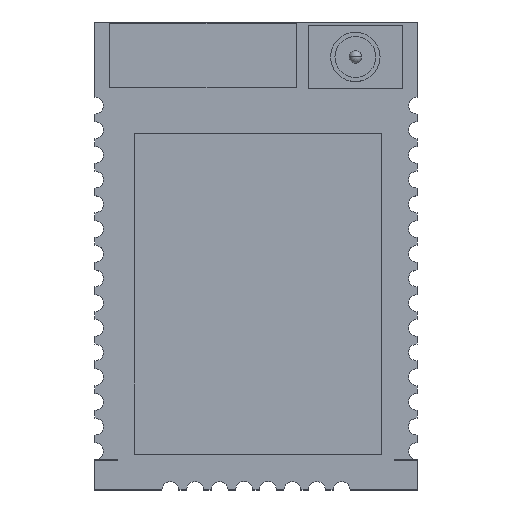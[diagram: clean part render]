
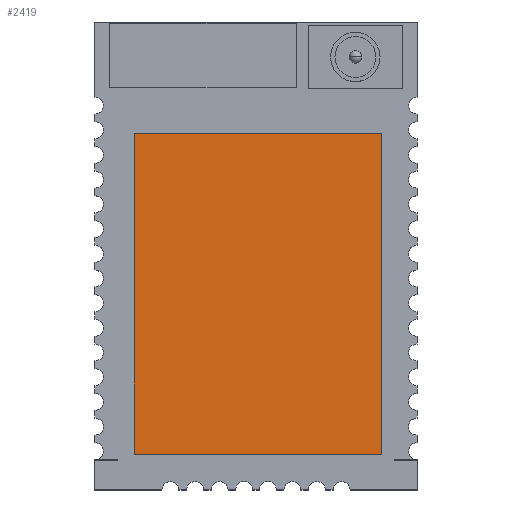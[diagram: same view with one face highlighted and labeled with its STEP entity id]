
A CAD part, top view. The second image highlights one B-rep face of the part: STEP entity #2419.
In plain terms, the highlighted planar face has unit normal (0, 0, 1).
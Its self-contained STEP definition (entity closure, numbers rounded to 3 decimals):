
#444=DIRECTION('',(-1.,0.,0.));
#445=VECTOR('',#444,10.008);
#446=CARTESIAN_POINT('',(5.083,14.42,1.95));
#447=LINE('',#446,#445);
#448=DIRECTION('',(0.,1.,0.));
#449=VECTOR('',#448,12.979);
#450=CARTESIAN_POINT('',(5.083,1.44,1.95));
#451=LINE('',#450,#449);
#452=DIRECTION('',(1.,0.,0.));
#453=VECTOR('',#452,10.008);
#454=CARTESIAN_POINT('',(-4.925,1.44,1.95));
#455=LINE('',#454,#453);
#456=DIRECTION('',(0.,-1.,0.));
#457=VECTOR('',#456,12.979);
#458=CARTESIAN_POINT('',(-4.925,14.42,1.95));
#459=LINE('',#458,#457);
#1640=CARTESIAN_POINT('',(5.083,14.42,1.95));
#1641=CARTESIAN_POINT('',(-4.925,14.42,1.95));
#1642=VERTEX_POINT('',#1640);
#1643=VERTEX_POINT('',#1641);
#1644=CARTESIAN_POINT('',(-4.925,1.44,1.95));
#1645=VERTEX_POINT('',#1644);
#1646=CARTESIAN_POINT('',(5.083,1.44,1.95));
#1647=VERTEX_POINT('',#1646);
#2408=CARTESIAN_POINT('',(0.,0.,1.95));
#2409=DIRECTION('',(0.,0.,1.));
#2410=DIRECTION('',(1.,0.,0.));
#2411=AXIS2_PLACEMENT_3D('',#2408,#2409,#2410);
#2412=PLANE('',#2411);
#2413=ORIENTED_EDGE('',*,*,#2360,.F.);
#2414=ORIENTED_EDGE('',*,*,#2375,.F.);
#2415=ORIENTED_EDGE('',*,*,#2389,.F.);
#2416=ORIENTED_EDGE('',*,*,#2402,.F.);
#2417=EDGE_LOOP('',(#2413,#2414,#2415,#2416));
#2418=FACE_OUTER_BOUND('',#2417,.F.);
#2419=ADVANCED_FACE('',(#2418),#2412,.T.);
#2360=EDGE_CURVE('',#1642,#1643,#447,.T.);
#2375=EDGE_CURVE('',#1647,#1642,#451,.T.);
#2389=EDGE_CURVE('',#1645,#1647,#455,.T.);
#2402=EDGE_CURVE('',#1643,#1645,#459,.T.);
